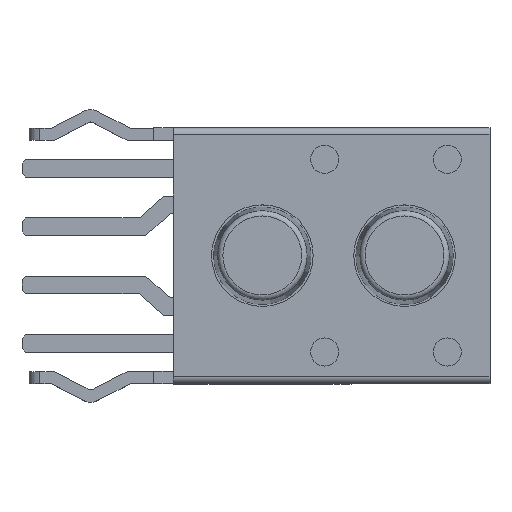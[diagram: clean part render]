
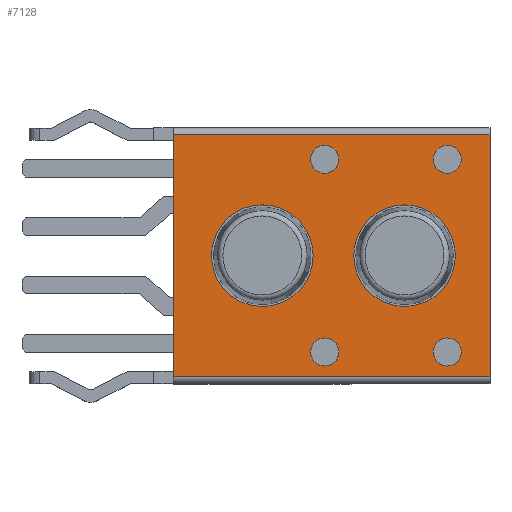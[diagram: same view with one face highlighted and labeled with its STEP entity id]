
A CAD part, top view. The second image highlights one B-rep face of the part: STEP entity #7128.
In plain terms, the highlighted planar face has unit normal (0, 0, 1).
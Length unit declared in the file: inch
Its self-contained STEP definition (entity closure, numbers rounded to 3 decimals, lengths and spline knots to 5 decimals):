
#688=CARTESIAN_POINT('',(-0.01654,-0.12402,0.16654));
#689=VERTEX_POINT('',#688);
#690=CARTESIAN_POINT('',(-0.01654,-0.10827,0.16654));
#691=DIRECTION('',(0.0,0.0,1.0));
#692=DIRECTION('',(-1.0,0.0,0.0));
#693=AXIS2_PLACEMENT_3D('',#690,#691,#692);
#694=CIRCLE('',#693,0.01575);
#695=EDGE_CURVE('',#689,#689,#694,.T.);
#725=CARTESIAN_POINT('',(0.12126,-0.12402,0.16654));
#726=VERTEX_POINT('',#725);
#727=CARTESIAN_POINT('',(0.12126,-0.10827,0.16654));
#728=DIRECTION('',(0.0,0.0,1.0));
#729=DIRECTION('',(-1.0,0.0,0.0));
#730=AXIS2_PLACEMENT_3D('',#727,#728,#729);
#731=CIRCLE('',#730,0.01575);
#732=EDGE_CURVE('',#726,#726,#731,.T.);
#762=CARTESIAN_POINT('',(0.12126,0.09252,0.16654));
#763=VERTEX_POINT('',#762);
#764=CARTESIAN_POINT('',(0.12126,0.10827,0.16654));
#765=DIRECTION('',(0.0,0.0,1.0));
#766=DIRECTION('',(-1.0,0.0,0.0));
#767=AXIS2_PLACEMENT_3D('',#764,#765,#766);
#768=CIRCLE('',#767,0.01575);
#769=EDGE_CURVE('',#763,#763,#768,.T.);
#799=CARTESIAN_POINT('',(-0.01654,0.09252,0.16654));
#800=VERTEX_POINT('',#799);
#801=CARTESIAN_POINT('',(-0.01654,0.10827,0.16654));
#802=DIRECTION('',(0.0,0.0,1.0));
#803=DIRECTION('',(-1.0,0.0,0.0));
#804=AXIS2_PLACEMENT_3D('',#801,#802,#803);
#805=CIRCLE('',#804,0.01575);
#806=EDGE_CURVE('',#800,#800,#805,.T.);
#2748=CARTESIAN_POINT('',(0.16929,0.13583,0.16654));
#2749=VERTEX_POINT('',#2748);
#2759=CARTESIAN_POINT('',(0.16929,-0.13583,0.16654));
#2760=VERTEX_POINT('',#2759);
#2761=CARTESIAN_POINT('',(0.16929,0.13583,0.16654));
#2762=DIRECTION('',(0.0,-1.0,0.0));
#2763=VECTOR('',#2762,0.27165);
#2764=LINE('',#2761,#2763);
#2765=EDGE_CURVE('',#2749,#2760,#2764,.T.);
#4992=CARTESIAN_POINT('',(0.07323,-0.05709,0.16654));
#4993=VERTEX_POINT('',#4992);
#4994=CARTESIAN_POINT('',(0.07323,0.,0.16654));
#4995=DIRECTION('',(0.0,0.0,-1.0));
#4996=DIRECTION('',(0.0,1.0,0.0));
#4997=AXIS2_PLACEMENT_3D('',#4994,#4995,#4996);
#4998=CIRCLE('',#4997,0.05709);
#4999=EDGE_CURVE('',#4993,#4993,#4998,.T.);
#5020=CARTESIAN_POINT('',(-0.08661,-0.05709,0.16654));
#5021=VERTEX_POINT('',#5020);
#5022=CARTESIAN_POINT('',(-0.08661,0.,0.16654));
#5023=DIRECTION('',(0.0,0.0,-1.0));
#5024=DIRECTION('',(0.0,1.0,0.0));
#5025=AXIS2_PLACEMENT_3D('',#5022,#5023,#5024);
#5026=CIRCLE('',#5025,0.05709);
#5027=EDGE_CURVE('',#5021,#5021,#5026,.T.);
#7006=CARTESIAN_POINT('',(-0.18661,-0.13583,0.16654));
#7007=VERTEX_POINT('',#7006);
#7017=CARTESIAN_POINT('',(0.16929,-0.13583,0.16654));
#7018=DIRECTION('',(-1.0,0.0,0.0));
#7019=VECTOR('',#7018,0.35591);
#7020=LINE('',#7017,#7019);
#7021=EDGE_CURVE('',#2760,#7007,#7020,.T.);
#7031=CARTESIAN_POINT('',(-0.18661,0.13583,0.16654));
#7032=VERTEX_POINT('',#7031);
#7085=CARTESIAN_POINT('',(-0.18661,-0.13583,0.16654));
#7086=DIRECTION('',(0.0,1.0,0.0));
#7087=VECTOR('',#7086,0.27165);
#7088=LINE('',#7085,#7087);
#7089=EDGE_CURVE('',#7007,#7032,#7088,.T.);
#7094=CARTESIAN_POINT('',(-0.20441,0.14941,0.16654));
#7095=DIRECTION('',(0.0,0.0,1.0));
#7096=DIRECTION('',(1.0,0.0,0.0));
#7097=AXIS2_PLACEMENT_3D('',#7094,#7095,#7096);
#7098=PLANE('',#7097);
#7099=CARTESIAN_POINT('',(-0.18661,0.13583,0.16654));
#7100=DIRECTION('',(1.0,0.0,0.0));
#7101=VECTOR('',#7100,0.35591);
#7102=LINE('',#7099,#7101);
#7103=EDGE_CURVE('',#7032,#2749,#7102,.T.);
#7104=ORIENTED_EDGE('',*,*,#7103,.F.);
#7105=ORIENTED_EDGE('',*,*,#7089,.F.);
#7106=ORIENTED_EDGE('',*,*,#7021,.F.);
#7107=ORIENTED_EDGE('',*,*,#2765,.F.);
#7108=EDGE_LOOP('',(#7104,#7105,#7106,#7107));
#7109=FACE_OUTER_BOUND('',#7108,.T.);
#7110=ORIENTED_EDGE('',*,*,#695,.F.);
#7111=EDGE_LOOP('',(#7110));
#7112=FACE_BOUND('',#7111,.T.);
#7113=ORIENTED_EDGE('',*,*,#4999,.T.);
#7114=EDGE_LOOP('',(#7113));
#7115=FACE_BOUND('',#7114,.T.);
#7116=ORIENTED_EDGE('',*,*,#5027,.T.);
#7117=EDGE_LOOP('',(#7116));
#7118=FACE_BOUND('',#7117,.T.);
#7119=ORIENTED_EDGE('',*,*,#732,.F.);
#7120=EDGE_LOOP('',(#7119));
#7121=FACE_BOUND('',#7120,.T.);
#7122=ORIENTED_EDGE('',*,*,#806,.F.);
#7123=EDGE_LOOP('',(#7122));
#7124=FACE_BOUND('',#7123,.T.);
#7125=ORIENTED_EDGE('',*,*,#769,.F.);
#7126=EDGE_LOOP('',(#7125));
#7127=FACE_BOUND('',#7126,.T.);
#7128=ADVANCED_FACE('',(#7109,#7112,#7115,#7118,#7121,#7124,#7127),#7098,.T.);
